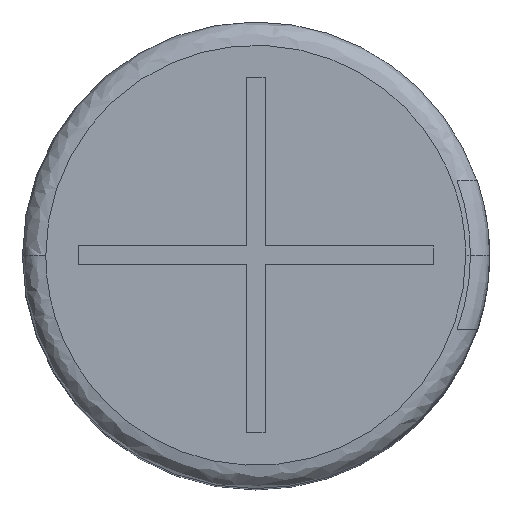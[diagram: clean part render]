
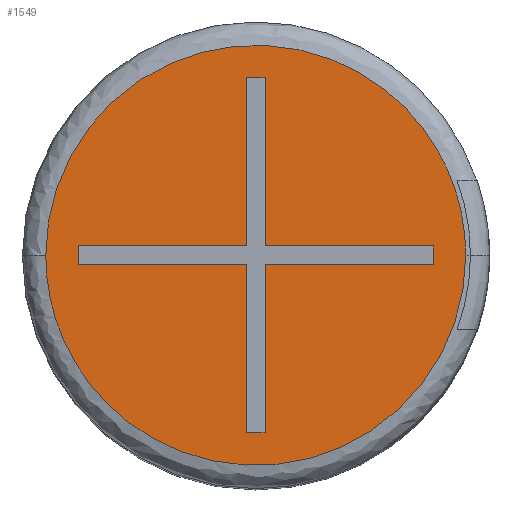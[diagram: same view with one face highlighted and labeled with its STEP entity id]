
A CAD part, top view. The second image highlights one B-rep face of the part: STEP entity #1549.
In plain terms, the highlighted planar face has unit normal (0, 0, 1).
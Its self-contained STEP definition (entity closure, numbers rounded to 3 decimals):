
#31 = LINE ( 'NONE', #2862, #3539 ) ;
#37 = LINE ( 'NONE', #1965, #2287 ) ;
#43 = CARTESIAN_POINT ( 'NONE',  ( 4.5, 9., 17.5 ) ) ;
#116 = CARTESIAN_POINT ( 'NONE',  ( 3.8, -0.2, 17.5 ) ) ;
#133 = ORIENTED_EDGE ( 'NONE', *, *, #2023, .F. ) ;
#136 = CARTESIAN_POINT ( 'NONE',  ( 0.2, -3.8, 17.5 ) ) ;
#239 = ORIENTED_EDGE ( 'NONE', *, *, #3133, .F. ) ;
#255 = VERTEX_POINT ( 'NONE', #2004 ) ;
#271 = EDGE_CURVE ( 'NONE', #3512, #438, #882, .T. ) ;
#287 = CARTESIAN_POINT ( 'NONE',  ( -4.5, 0., 17.5 ) ) ;
#303 = CARTESIAN_POINT ( 'NONE',  ( 3.8, 0., 17.5 ) ) ;
#317 = EDGE_CURVE ( 'NONE', #3316, #2791, #1440, .T. ) ;
#364 = LINE ( 'NONE', #1266, #878 ) ;
#393 = EDGE_CURVE ( 'NONE', #2949, #2201, #1280, .T. ) ;
#438 = VERTEX_POINT ( 'NONE', #921 ) ;
#443 = VECTOR ( 'NONE', #469, 1000. ) ;
#469 = DIRECTION ( 'NONE',  ( 0., -1., 0. ) ) ;
#547 = CARTESIAN_POINT ( 'NONE',  ( 0., 0.2, 17.5 ) ) ;
#609 = EDGE_LOOP ( 'NONE', ( #133, #1543, #2974, #1522, #1843, #239, #2931, #3238, #909, #1086, #1245, #1795 ) ) ;
#634 = DIRECTION ( 'NONE',  ( 1., 0., 0. ) ) ;
#668 = EDGE_CURVE ( 'NONE', #3497, #1941, #1292, .T. ) ;
#694 = CARTESIAN_POINT ( 'NONE',  ( 0., 0., 17.5 ) ) ;
#712 = VECTOR ( 'NONE', #3516, 1000. ) ;
#751 = LINE ( 'NONE', #3009, #443 ) ;
#802 = LINE ( 'NONE', #547, #1312 ) ;
#806 = VECTOR ( 'NONE', #1559, 1000. ) ;
#828 = EDGE_CURVE ( 'NONE', #2311, #2146, #751, .T. ) ;
#878 = VECTOR ( 'NONE', #634, 1000. ) ;
#882 = LINE ( 'NONE', #303, #3527 ) ;
#891 = CARTESIAN_POINT ( 'NONE',  ( -0.2, -3.8, 17.5 ) ) ;
#909 = ORIENTED_EDGE ( 'NONE', *, *, #1335, .F. ) ;
#921 = CARTESIAN_POINT ( 'NONE',  ( 3.8, 0.2, 17.5 ) ) ;
#1052 = VERTEX_POINT ( 'NONE', #2286 ) ;
#1086 = ORIENTED_EDGE ( 'NONE', *, *, #317, .F. ) ;
#1098 = VECTOR ( 'NONE', #1909, 1000. ) ;
#1190 = DIRECTION ( 'NONE',  ( 1., 0., 0. ) ) ;
#1195 = DIRECTION ( 'NONE',  ( 1., 0., 0. ) ) ;
#1198 = CARTESIAN_POINT ( 'NONE',  ( -0.2, 0.2, 17.5 ) ) ;
#1225 = ORIENTED_EDGE ( 'NONE', *, *, #393, .F. ) ;
#1245 = ORIENTED_EDGE ( 'NONE', *, *, #2213, .F. ) ;
#1255 = CARTESIAN_POINT ( 'NONE',  ( 0.2, 3.8, 17.5 ) ) ;
#1266 = CARTESIAN_POINT ( 'NONE',  ( 0., -3.8, 17.5 ) ) ;
#1280 =( BOUNDED_CURVE ( )  B_SPLINE_CURVE ( 3, ( #2356, #1517, #2398, #1499 ),
 .UNSPECIFIED., .F., .T. ) 
 B_SPLINE_CURVE_WITH_KNOTS ( ( 4, 4 ),
 ( 0., 0.5 ),
 .UNSPECIFIED. ) 
 CURVE ( )  GEOMETRIC_REPRESENTATION_ITEM ( )  RATIONAL_B_SPLINE_CURVE ( ( 1., 0.333, 0.333, 1. ) ) 
 REPRESENTATION_ITEM ( '' )  );
#1292 = LINE ( 'NONE', #2186, #1098 ) ;
#1294 = LINE ( 'NONE', #2975, #712 ) ;
#1303 = VECTOR ( 'NONE', #2980, 1000. ) ;
#1312 = VECTOR ( 'NONE', #3628, 1000. ) ;
#1329 = FACE_OUTER_BOUND ( 'NONE', #1995, .T. ) ;
#1335 = EDGE_CURVE ( 'NONE', #2791, #1052, #1507, .T. ) ;
#1427 = DIRECTION ( 'NONE',  ( 0., 1., 0. ) ) ;
#1440 = LINE ( 'NONE', #3510, #806 ) ;
#1499 = CARTESIAN_POINT ( 'NONE',  ( -4.5, 0., 17.5 ) ) ;
#1507 = LINE ( 'NONE', #3264, #1303 ) ;
#1517 = CARTESIAN_POINT ( 'NONE',  ( 4.5, -9., 17.5 ) ) ;
#1522 = ORIENTED_EDGE ( 'NONE', *, *, #828, .F. ) ;
#1539 = PLANE ( 'NONE',  #2408 ) ;
#1543 = ORIENTED_EDGE ( 'NONE', *, *, #668, .F. ) ;
#1549 = ADVANCED_FACE ( 'NONE', ( #2097, #1329 ), #1539, .F. ) ;
#1559 = DIRECTION ( 'NONE',  ( 0., 1., 0. ) ) ;
#1580 = DIRECTION ( 'NONE',  ( 0., 1., 0. ) ) ;
#1637 = VERTEX_POINT ( 'NONE', #1198 ) ;
#1679 = CARTESIAN_POINT ( 'NONE',  ( -0.2, -0.2, 17.5 ) ) ;
#1795 = ORIENTED_EDGE ( 'NONE', *, *, #271, .F. ) ;
#1843 = ORIENTED_EDGE ( 'NONE', *, *, #2930, .F. ) ;
#1851 = CARTESIAN_POINT ( 'NONE',  ( 0.2, -0.2, 17.5 ) ) ;
#1854 = EDGE_CURVE ( 'NONE', #1052, #1637, #37, .T. ) ;
#1903 = DIRECTION ( 'NONE',  ( -1., 0., 0. ) ) ;
#1909 = DIRECTION ( 'NONE',  ( 0., 1., 0. ) ) ;
#1941 = VERTEX_POINT ( 'NONE', #1851 ) ;
#1954 = ORIENTED_EDGE ( 'NONE', *, *, #3341, .F. ) ;
#1965 = CARTESIAN_POINT ( 'NONE',  ( -0.2, 0., 17.5 ) ) ;
#1995 = EDGE_LOOP ( 'NONE', ( #1225, #1954 ) ) ;
#2004 = CARTESIAN_POINT ( 'NONE',  ( -3.8, 0.2, 17.5 ) ) ;
#2018 = DIRECTION ( 'NONE',  ( 0., -1., 0. ) ) ;
#2023 = EDGE_CURVE ( 'NONE', #1941, #3512, #31, .T. ) ;
#2097 = FACE_BOUND ( 'NONE', #609, .T. ) ;
#2124 = VECTOR ( 'NONE', #1190, 1000. ) ;
#2146 = VERTEX_POINT ( 'NONE', #891 ) ;
#2157 = CARTESIAN_POINT ( 'NONE',  ( -4.5, 0., 17.5 ) ) ;
#2186 = CARTESIAN_POINT ( 'NONE',  ( 0.2, 0., 17.5 ) ) ;
#2201 = VERTEX_POINT ( 'NONE', #2157 ) ;
#2210 = VERTEX_POINT ( 'NONE', #3265 ) ;
#2213 = EDGE_CURVE ( 'NONE', #438, #3316, #3603, .T. ) ;
#2267 = LINE ( 'NONE', #2839, #2124 ) ;
#2286 = CARTESIAN_POINT ( 'NONE',  ( -0.2, 3.8, 17.5 ) ) ;
#2287 = VECTOR ( 'NONE', #2018, 1000. ) ;
#2311 = VERTEX_POINT ( 'NONE', #1679 ) ;
#2356 = CARTESIAN_POINT ( 'NONE',  ( 4.5, 0., 17.5 ) ) ;
#2392 = EDGE_CURVE ( 'NONE', #1637, #255, #802, .T. ) ;
#2398 = CARTESIAN_POINT ( 'NONE',  ( -4.5, -9., 17.5 ) ) ;
#2401 =( BOUNDED_CURVE ( )  B_SPLINE_CURVE ( 3, ( #287, #3117, #43, #3639 ),
 .UNSPECIFIED., .F., .T. ) 
 B_SPLINE_CURVE_WITH_KNOTS ( ( 4, 4 ),
 ( 0.5, 1. ),
 .UNSPECIFIED. ) 
 CURVE ( )  GEOMETRIC_REPRESENTATION_ITEM ( )  RATIONAL_B_SPLINE_CURVE ( ( 1., 0.333, 0.333, 1. ) ) 
 REPRESENTATION_ITEM ( '' )  );
#2408 = AXIS2_PLACEMENT_3D ( 'NONE', #694, #2926, #1580 ) ;
#2435 = CARTESIAN_POINT ( 'NONE',  ( 0., 0.2, 17.5 ) ) ;
#2791 = VERTEX_POINT ( 'NONE', #1255 ) ;
#2839 = CARTESIAN_POINT ( 'NONE',  ( 0., -0.2, 17.5 ) ) ;
#2862 = CARTESIAN_POINT ( 'NONE',  ( 0., -0.2, 17.5 ) ) ;
#2926 = DIRECTION ( 'NONE',  ( 0., 0., -1. ) ) ;
#2930 = EDGE_CURVE ( 'NONE', #2210, #2311, #2267, .T. ) ;
#2931 = ORIENTED_EDGE ( 'NONE', *, *, #2392, .F. ) ;
#2949 = VERTEX_POINT ( 'NONE', #3086 ) ;
#2974 = ORIENTED_EDGE ( 'NONE', *, *, #3530, .F. ) ;
#2975 = CARTESIAN_POINT ( 'NONE',  ( -3.8, 0., 17.5 ) ) ;
#2980 = DIRECTION ( 'NONE',  ( -1., 0., 0. ) ) ;
#3009 = CARTESIAN_POINT ( 'NONE',  ( -0.2, 0., 17.5 ) ) ;
#3086 = CARTESIAN_POINT ( 'NONE',  ( 4.5, 0., 17.5 ) ) ;
#3117 = CARTESIAN_POINT ( 'NONE',  ( -4.5, 9., 17.5 ) ) ;
#3133 = EDGE_CURVE ( 'NONE', #255, #2210, #1294, .T. ) ;
#3176 = VECTOR ( 'NONE', #1903, 1000. ) ;
#3238 = ORIENTED_EDGE ( 'NONE', *, *, #1854, .F. ) ;
#3264 = CARTESIAN_POINT ( 'NONE',  ( 0., 3.8, 17.5 ) ) ;
#3265 = CARTESIAN_POINT ( 'NONE',  ( -3.8, -0.2, 17.5 ) ) ;
#3316 = VERTEX_POINT ( 'NONE', #3625 ) ;
#3341 = EDGE_CURVE ( 'NONE', #2201, #2949, #2401, .T. ) ;
#3497 = VERTEX_POINT ( 'NONE', #136 ) ;
#3510 = CARTESIAN_POINT ( 'NONE',  ( 0.2, 0., 17.5 ) ) ;
#3512 = VERTEX_POINT ( 'NONE', #116 ) ;
#3516 = DIRECTION ( 'NONE',  ( 0., -1., 0. ) ) ;
#3527 = VECTOR ( 'NONE', #1427, 1000. ) ;
#3530 = EDGE_CURVE ( 'NONE', #2146, #3497, #364, .T. ) ;
#3539 = VECTOR ( 'NONE', #1195, 1000. ) ;
#3603 = LINE ( 'NONE', #2435, #3176 ) ;
#3625 = CARTESIAN_POINT ( 'NONE',  ( 0.2, 0.2, 17.5 ) ) ;
#3628 = DIRECTION ( 'NONE',  ( -1., 0., 0. ) ) ;
#3639 = CARTESIAN_POINT ( 'NONE',  ( 4.5, 0., 17.5 ) ) ;
